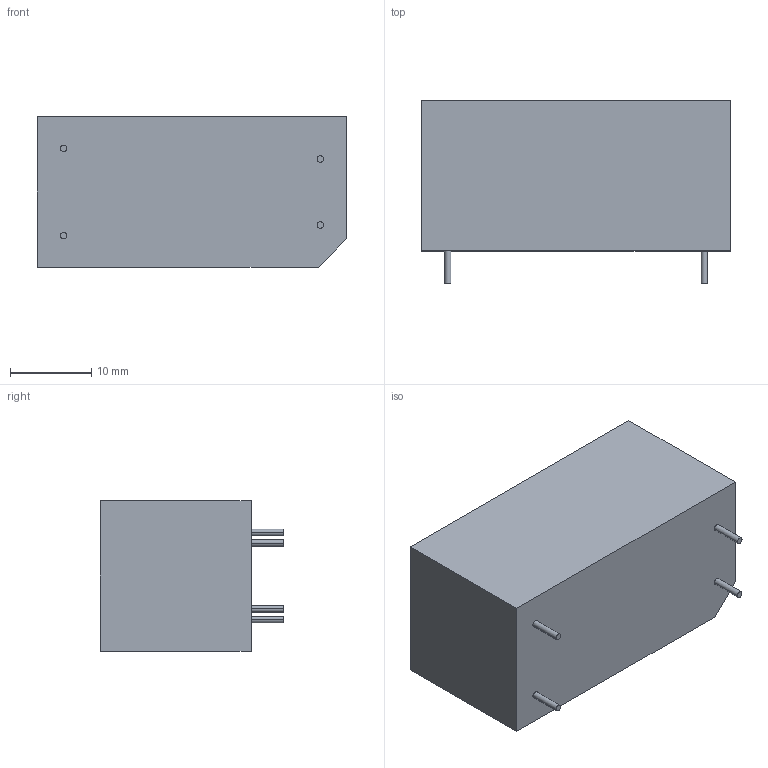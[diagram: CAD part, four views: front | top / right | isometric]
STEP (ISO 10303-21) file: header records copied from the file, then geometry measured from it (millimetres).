
FILE_DESCRIPTION (( 'STEP AP214' ), '1' );
FILE_NAME ('AC-CD Molulle 260vac-5v.STEP', '2022-04-11T19:09:13', ( '' ), ( '' ), 'SwSTEP 2.0', 'SolidWorks 2021', '' );
FILE_SCHEMA (( 'AUTOMOTIVE_DESIGN' ));
Length unit declared in the file: millimetre
Products named in the file (1): AC-CD Molulle 260vac-5v
Bounding box: 38 x 22.5 x 18.5 mm (x, y, z)
Volume: 12897.6 mm3; surface area: 3495.3 mm2
Topology: 1 solids, 1 shells, 197 faces, 552 edges, 368 vertices
Faces by surface type: plane 114, bspline 75, cylinder 8
Entity records: 10601 total; most frequent: CARTESIAN_POINT 3953, ORIENTED_EDGE 1104, DIRECTION 664, EDGE_CURVE 552, LINE 386, VECTOR 386, VERTEX_POINT 368, EDGE_LOOP 208
